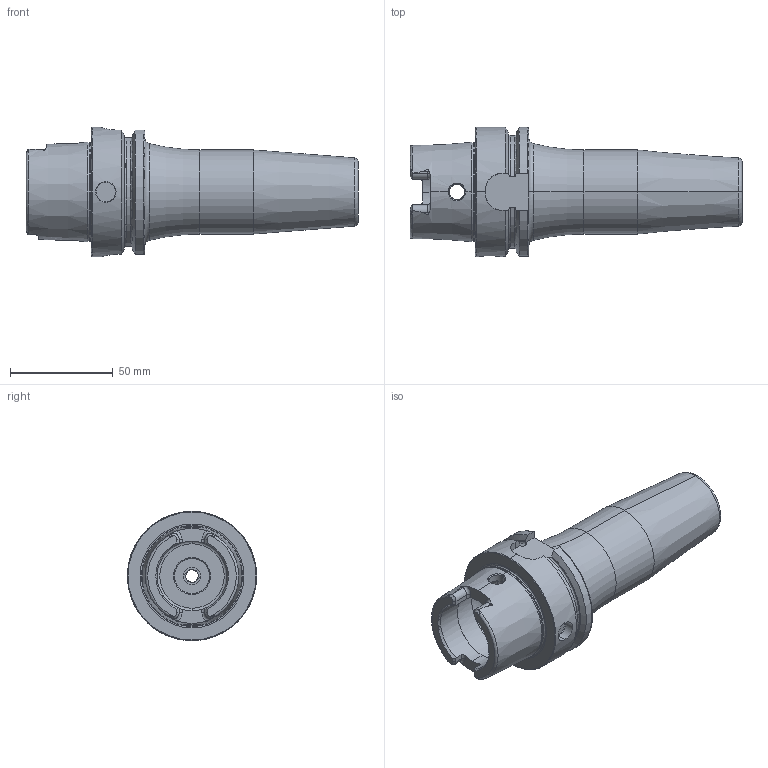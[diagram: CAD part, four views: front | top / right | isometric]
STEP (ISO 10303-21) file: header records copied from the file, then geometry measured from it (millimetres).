
FILE_DESCRIPTION (( 'STEP AP214' ), '1' );
FILE_NAME ('HA6-S18.K01.130.STEP', '2015-02-12T13:09:12', ( 'SWIAdmin' ), ( 'Hewlett-Packard Company' ), 'SwSTEP 2.0', 'SolidWorks 2012', '' );
FILE_SCHEMA (( 'AUTOMOTIVE_DESIGN' ));
Length unit declared in the file: millimetre
Products named in the file (3): ERU-AN5.K01.020_A; HA6-S18.K01.130_A_Fertigbearbeitung; HA6-S18.K01.130
Assembly tree (2 placements, depth 2):
  HA6-S18.K01.130
    HA6-S18.K01.130_A_Fertigbearbeitung
    ERU-AN5.K01.020_A
Bounding box: 161.9 x 63 x 63 mm (x, y, z)
Volume: 195018.1 mm3; surface area: 40032.8 mm2
Topology: 2 solids, 2 shells, 239 faces, 609 edges, 376 vertices
Faces by surface type: plane 83, cylinder 61, cone 42, torus 41, bspline 12
Entity records: 10086 total; most frequent: CARTESIAN_POINT 3088, ORIENTED_EDGE 1218, DIRECTION 1144, EDGE_CURVE 609, AXIS2_PLACEMENT_3D 454, VERTEX_POINT 376, EDGE_LOOP 249, FACE_OUTER_BOUND 239
